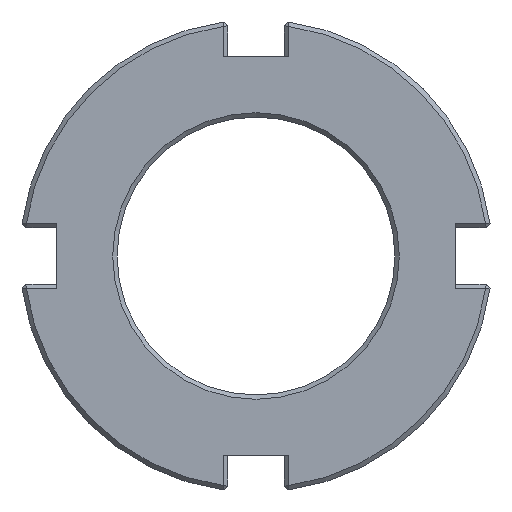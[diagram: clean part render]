
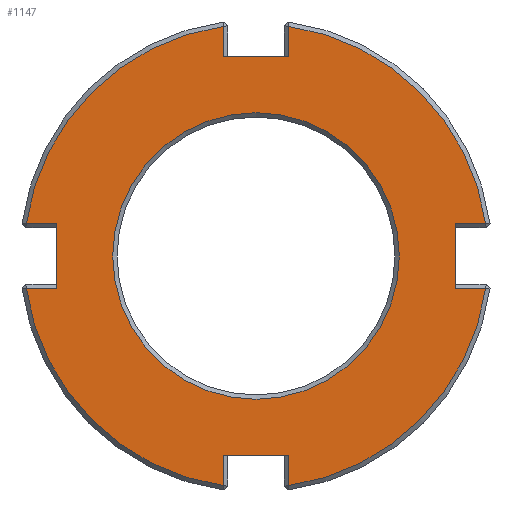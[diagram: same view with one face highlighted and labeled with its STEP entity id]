
A CAD part, front view. The second image highlights one B-rep face of the part: STEP entity #1147.
In plain terms, the highlighted planar face has unit normal (0, -1, 0).
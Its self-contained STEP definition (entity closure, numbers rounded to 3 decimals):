
#36=FACE_BOUND('',#192,.T.);
#42=PLANE('',#1246);
#112=FACE_OUTER_BOUND('',#191,.T.);
#191=EDGE_LOOP('',(#814,#815,#816,#817,#818,#819,#820,#821,#822,#823,#824,
#825,#826,#827,#828,#829));
#192=EDGE_LOOP('',(#830));
#273=LINE('',#1711,#393);
#274=LINE('',#1713,#394);
#275=LINE('',#1717,#395);
#276=LINE('',#1719,#396);
#277=LINE('',#1721,#397);
#278=LINE('',#1725,#398);
#279=LINE('',#1727,#399);
#280=LINE('',#1729,#400);
#281=LINE('',#1733,#401);
#282=LINE('',#1735,#402);
#283=LINE('',#1737,#403);
#284=LINE('',#1740,#404);
#393=VECTOR('',#1374,10.);
#394=VECTOR('',#1375,10.);
#395=VECTOR('',#1378,10.);
#396=VECTOR('',#1379,10.);
#397=VECTOR('',#1380,10.);
#398=VECTOR('',#1383,10.);
#399=VECTOR('',#1384,10.);
#400=VECTOR('',#1385,10.);
#401=VECTOR('',#1388,10.);
#402=VECTOR('',#1389,10.);
#403=VECTOR('',#1390,10.);
#404=VECTOR('',#1393,10.);
#514=CIRCLE('',#1244,6.55);
#516=CIRCLE('',#1247,10.6);
#517=CIRCLE('',#1248,10.6);
#518=CIRCLE('',#1249,10.6);
#519=CIRCLE('',#1250,10.6);
#544=VERTEX_POINT('',#1703);
#546=VERTEX_POINT('',#1709);
#547=VERTEX_POINT('',#1710);
#548=VERTEX_POINT('',#1712);
#549=VERTEX_POINT('',#1714);
#550=VERTEX_POINT('',#1716);
#551=VERTEX_POINT('',#1718);
#552=VERTEX_POINT('',#1720);
#553=VERTEX_POINT('',#1722);
#554=VERTEX_POINT('',#1724);
#555=VERTEX_POINT('',#1726);
#556=VERTEX_POINT('',#1728);
#557=VERTEX_POINT('',#1730);
#558=VERTEX_POINT('',#1732);
#559=VERTEX_POINT('',#1734);
#560=VERTEX_POINT('',#1736);
#561=VERTEX_POINT('',#1738);
#640=EDGE_CURVE('',#544,#544,#514,.T.);
#643=EDGE_CURVE('',#546,#547,#273,.T.);
#644=EDGE_CURVE('',#548,#547,#274,.T.);
#645=EDGE_CURVE('',#549,#548,#516,.T.);
#646=EDGE_CURVE('',#550,#549,#275,.T.);
#647=EDGE_CURVE('',#550,#551,#276,.T.);
#648=EDGE_CURVE('',#552,#551,#277,.T.);
#649=EDGE_CURVE('',#553,#552,#517,.T.);
#650=EDGE_CURVE('',#554,#553,#278,.T.);
#651=EDGE_CURVE('',#554,#555,#279,.T.);
#652=EDGE_CURVE('',#556,#555,#280,.T.);
#653=EDGE_CURVE('',#557,#556,#518,.T.);
#654=EDGE_CURVE('',#558,#557,#281,.T.);
#655=EDGE_CURVE('',#558,#559,#282,.T.);
#656=EDGE_CURVE('',#560,#559,#283,.T.);
#657=EDGE_CURVE('',#561,#560,#519,.T.);
#658=EDGE_CURVE('',#546,#561,#284,.T.);
#814=ORIENTED_EDGE('',*,*,#643,.T.);
#815=ORIENTED_EDGE('',*,*,#644,.F.);
#816=ORIENTED_EDGE('',*,*,#645,.F.);
#817=ORIENTED_EDGE('',*,*,#646,.F.);
#818=ORIENTED_EDGE('',*,*,#647,.T.);
#819=ORIENTED_EDGE('',*,*,#648,.F.);
#820=ORIENTED_EDGE('',*,*,#649,.F.);
#821=ORIENTED_EDGE('',*,*,#650,.F.);
#822=ORIENTED_EDGE('',*,*,#651,.T.);
#823=ORIENTED_EDGE('',*,*,#652,.F.);
#824=ORIENTED_EDGE('',*,*,#653,.F.);
#825=ORIENTED_EDGE('',*,*,#654,.F.);
#826=ORIENTED_EDGE('',*,*,#655,.T.);
#827=ORIENTED_EDGE('',*,*,#656,.F.);
#828=ORIENTED_EDGE('',*,*,#657,.F.);
#829=ORIENTED_EDGE('',*,*,#658,.F.);
#830=ORIENTED_EDGE('',*,*,#640,.F.);
#1147=ADVANCED_FACE('',(#112,#36),#42,.F.);
#1244=AXIS2_PLACEMENT_3D('',#1704,#1367,#1368);
#1246=AXIS2_PLACEMENT_3D('',#1708,#1372,#1373);
#1247=AXIS2_PLACEMENT_3D('',#1715,#1376,#1377);
#1248=AXIS2_PLACEMENT_3D('',#1723,#1381,#1382);
#1249=AXIS2_PLACEMENT_3D('',#1731,#1386,#1387);
#1250=AXIS2_PLACEMENT_3D('',#1739,#1391,#1392);
#1367=DIRECTION('center_axis',(0.,-1.,0.));
#1368=DIRECTION('ref_axis',(1.,0.,0.));
#1372=DIRECTION('center_axis',(0.,1.,0.));
#1373=DIRECTION('ref_axis',(1.,0.,0.));
#1374=DIRECTION('',(0.,0.,-1.));
#1375=DIRECTION('',(1.,0.,0.));
#1376=DIRECTION('center_axis',(0.,1.,0.));
#1377=DIRECTION('ref_axis',(-1.,0.,0.));
#1378=DIRECTION('',(0.,0.,-1.));
#1379=DIRECTION('',(1.,0.,0.));
#1380=DIRECTION('',(0.,0.,1.));
#1381=DIRECTION('center_axis',(0.,1.,0.));
#1382=DIRECTION('ref_axis',(1.,0.,0.));
#1383=DIRECTION('',(1.,0.,0.));
#1384=DIRECTION('',(0.,0.,1.));
#1385=DIRECTION('',(-1.,0.,0.));
#1386=DIRECTION('center_axis',(0.,1.,0.));
#1387=DIRECTION('ref_axis',(1.,0.,0.));
#1388=DIRECTION('',(0.,0.,1.));
#1389=DIRECTION('',(-1.,0.,0.));
#1390=DIRECTION('',(0.,0.,-1.));
#1391=DIRECTION('center_axis',(0.,1.,0.));
#1392=DIRECTION('ref_axis',(-1.,0.,0.));
#1393=DIRECTION('',(-1.,0.,0.));
#1703=CARTESIAN_POINT('',(-29.4,132.369,-21.167));
#1704=CARTESIAN_POINT('Origin',(-22.85,132.369,-21.167));
#1708=CARTESIAN_POINT('Origin',(-22.85,132.369,-21.167));
#1709=CARTESIAN_POINT('',(-31.958,132.369,-19.667));
#1710=CARTESIAN_POINT('',(-31.958,132.369,-22.667));
#1711=CARTESIAN_POINT('',(-31.958,132.369,-20.517));
#1712=CARTESIAN_POINT('',(-33.343,132.369,-22.667));
#1713=CARTESIAN_POINT('',(-18.903,132.369,-22.667));
#1714=CARTESIAN_POINT('',(-24.35,132.369,-31.66));
#1715=CARTESIAN_POINT('Origin',(-22.85,132.369,-21.167));
#1716=CARTESIAN_POINT('',(-24.35,132.369,-30.274));
#1717=CARTESIAN_POINT('',(-24.35,132.369,-15.806));
#1718=CARTESIAN_POINT('',(-21.35,132.369,-30.274));
#1719=CARTESIAN_POINT('',(-23.5,132.369,-30.274));
#1720=CARTESIAN_POINT('',(-21.35,132.369,-31.66));
#1721=CARTESIAN_POINT('',(-21.35,132.369,-26.527));
#1722=CARTESIAN_POINT('',(-12.357,132.369,-22.667));
#1723=CARTESIAN_POINT('Origin',(-22.85,132.369,-21.167));
#1724=CARTESIAN_POINT('',(-13.742,132.369,-22.667));
#1725=CARTESIAN_POINT('',(-18.903,132.369,-22.667));
#1726=CARTESIAN_POINT('',(-13.742,132.369,-19.667));
#1727=CARTESIAN_POINT('',(-13.742,132.369,-21.817));
#1728=CARTESIAN_POINT('',(-12.357,132.369,-19.667));
#1729=CARTESIAN_POINT('',(-17.489,132.369,-19.667));
#1730=CARTESIAN_POINT('',(-21.35,132.369,-10.673));
#1731=CARTESIAN_POINT('Origin',(-22.85,132.369,-21.167));
#1732=CARTESIAN_POINT('',(-21.35,132.369,-12.059));
#1733=CARTESIAN_POINT('',(-21.35,132.369,-26.527));
#1734=CARTESIAN_POINT('',(-24.35,132.369,-12.059));
#1735=CARTESIAN_POINT('',(-22.2,132.369,-12.059));
#1736=CARTESIAN_POINT('',(-24.35,132.369,-10.673));
#1737=CARTESIAN_POINT('',(-24.35,132.369,-15.806));
#1738=CARTESIAN_POINT('',(-33.343,132.369,-19.667));
#1739=CARTESIAN_POINT('Origin',(-22.85,132.369,-21.167));
#1740=CARTESIAN_POINT('',(-17.489,132.369,-19.667));
